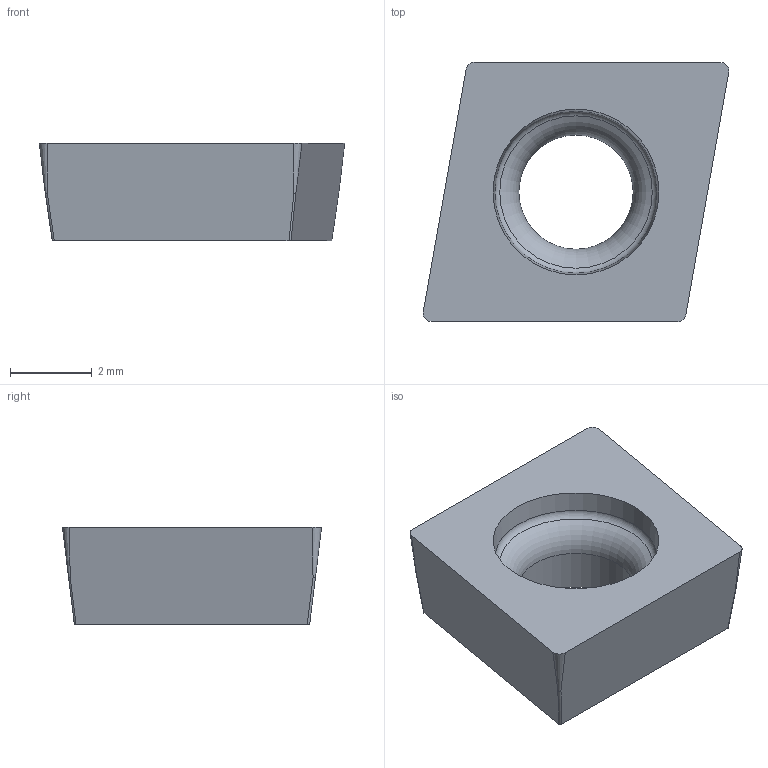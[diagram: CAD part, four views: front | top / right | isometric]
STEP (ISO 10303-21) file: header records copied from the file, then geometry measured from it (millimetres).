
FILE_DESCRIPTION(/* description */ (''),/* implementation_level */ '2;1');
FILE_NAME(/* name */ 'CCGT060202.stp',/* time_stamp */ '2023-05-24T14:07:48+09:00',/* author */ (''),/* organization */ (''),/* preprocessor_version */ 'ST-DEVELOPER v16',/* originating_system */ 'SIEMENS PLM Software NX 10.0',/* authorisation */ '');
FILE_SCHEMA (('CONFIG_CONTROL_DESIGN'));
Length unit declared in the file: millimetre
Products named in the file (1): CCGT060202
Bounding box: 7.49 x 6.35 x 2.38 mm (x, y, z)
Volume: 69 mm3; surface area: 140.8 mm2
Topology: 1 solids, 1 shells, 18 faces, 47 edges, 31 vertices
Faces by surface type: plane 6, cone 5, cylinder 5, torus 2
Full cylindrical faces by diameter (mm): 2.8 x1
Entity records: 682 total; most frequent: CARTESIAN_POINT 173, DIRECTION 88, ORIENTED_EDGE 82, EDGE_CURVE 41, AXIS2_PLACEMENT_3D 32, VERTEX_POINT 29, EDGE_LOOP 24, LINE 24
